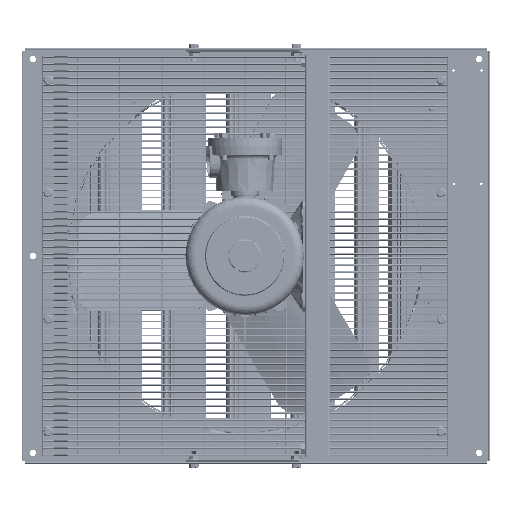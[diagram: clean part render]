
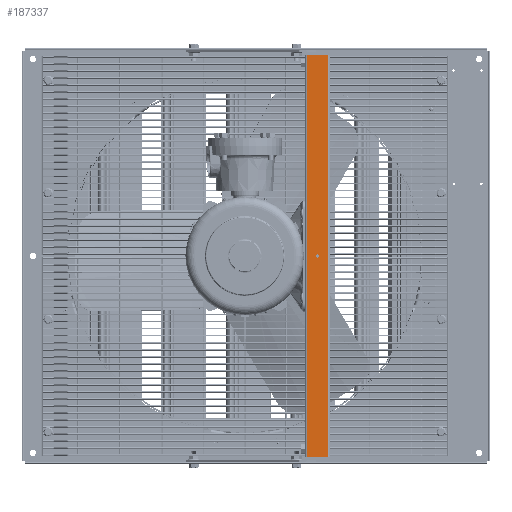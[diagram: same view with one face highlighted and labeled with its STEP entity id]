
A CAD part, left-side view. The second image highlights one B-rep face of the part: STEP entity #187337.
In plain terms, the highlighted planar face has unit normal (-1, 0, 0).
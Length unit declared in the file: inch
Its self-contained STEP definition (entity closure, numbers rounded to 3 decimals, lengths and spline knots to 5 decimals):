
#33 = FACE_BOUND ( 'NONE', #186132, .T. ) ;
#10738 = ORIENTED_EDGE ( 'NONE', *, *, #152579, .F. ) ;
#11965 = DIRECTION ( 'NONE',  ( 0., -1., 0. ) ) ;
#22335 = AXIS2_PLACEMENT_3D ( 'NONE', #84064, #322226, #53682 ) ;
#42330 = CARTESIAN_POINT ( 'NONE',  ( -3.98656, 1.09577, -11.73306 ) ) ;
#42790 = EDGE_CURVE ( 'NONE', #286895, #127857, #216036, .T. ) ;
#53682 = DIRECTION ( 'NONE',  ( 0., 0., 1. ) ) ;
#60131 = ORIENTED_EDGE ( 'NONE', *, *, #396177, .T. ) ;
#60241 = CARTESIAN_POINT ( 'NONE',  ( -3.98656, 0.34577, -0.00006 ) ) ;
#63407 = CARTESIAN_POINT ( 'NONE',  ( -3.98656, 0.94577, -11.73306 ) ) ;
#63951 = VECTOR ( 'NONE', #11965, 39.37008 ) ;
#78011 = EDGE_LOOP ( 'NONE', ( #200623, #10738, #385821, #60131 ) ) ;
#84064 = CARTESIAN_POINT ( 'NONE',  ( -3.98656, 0.34577, -0.00006 ) ) ;
#87134 = AXIS2_PLACEMENT_3D ( 'NONE', #60241, #386074, #183480 ) ;
#94376 = VECTOR ( 'NONE', #131227, 39.37008 ) ;
#94626 = PLANE ( 'NONE',  #318931 ) ;
#116980 = EDGE_CURVE ( 'NONE', #127857, #286895, #305778, .T. ) ;
#125815 = VERTEX_POINT ( 'NONE', #63407 ) ;
#127857 = VERTEX_POINT ( 'NONE', #375455 ) ;
#131227 = DIRECTION ( 'NONE',  ( 0., -1., 0. ) ) ;
#132370 = ORIENTED_EDGE ( 'NONE', *, *, #42790, .F. ) ;
#135014 = DIRECTION ( 'NONE',  ( 0., 0., -1. ) ) ;
#145909 = LINE ( 'NONE', #361747, #175476 ) ;
#148208 = EDGE_CURVE ( 'NONE', #230720, #260020, #318376, .T. ) ;
#152579 = EDGE_CURVE ( 'NONE', #260020, #187086, #145909, .T. ) ;
#175476 = VECTOR ( 'NONE', #301070, 39.37008 ) ;
#183480 = DIRECTION ( 'NONE',  ( 0., 0., 1. ) ) ;
#186132 = EDGE_LOOP ( 'NONE', ( #243668, #132370 ) ) ;
#187086 = VERTEX_POINT ( 'NONE', #347183 ) ;
#187337 = ADVANCED_FACE ( 'NONE', ( #33, #189465 ), #94626, .F. ) ;
#188443 = CARTESIAN_POINT ( 'NONE',  ( -3.98656, 0.34577, -0.09381 ) ) ;
#189465 = FACE_OUTER_BOUND ( 'NONE', #78011, .T. ) ;
#200623 = ORIENTED_EDGE ( 'NONE', *, *, #389761, .T. ) ;
#204424 = CARTESIAN_POINT ( 'NONE',  ( -3.98656, 0.94577, 11.73294 ) ) ;
#216036 = CIRCLE ( 'NONE', #87134, 0.09375 ) ;
#217847 = DIRECTION ( 'NONE',  ( 0., 0., -1. ) ) ;
#219797 = DIRECTION ( 'NONE',  ( 1., 0., 0. ) ) ;
#230720 = VERTEX_POINT ( 'NONE', #204424 ) ;
#243668 = ORIENTED_EDGE ( 'NONE', *, *, #116980, .F. ) ;
#260020 = VERTEX_POINT ( 'NONE', #318998 ) ;
#276703 = CARTESIAN_POINT ( 'NONE',  ( -3.98656, 1.09577, 11.73294 ) ) ;
#286895 = VERTEX_POINT ( 'NONE', #188443 ) ;
#301070 = DIRECTION ( 'NONE',  ( 0., 0., -1. ) ) ;
#305778 = CIRCLE ( 'NONE', #22335, 0.09375 ) ;
#318376 = LINE ( 'NONE', #276703, #63951 ) ;
#318931 = AXIS2_PLACEMENT_3D ( 'NONE', #344705, #219797, #217847 ) ;
#318998 = CARTESIAN_POINT ( 'NONE',  ( -3.98656, -0.25423, 11.73294 ) ) ;
#322226 = DIRECTION ( 'NONE',  ( -1., 0., 0. ) ) ;
#331699 = VECTOR ( 'NONE', #135014, 39.37008 ) ;
#344705 = CARTESIAN_POINT ( 'NONE',  ( -3.98656, 1.09577, 11.73294 ) ) ;
#347041 = LINE ( 'NONE', #42330, #94376 ) ;
#347183 = CARTESIAN_POINT ( 'NONE',  ( -3.98656, -0.25423, -11.73306 ) ) ;
#350789 = LINE ( 'NONE', #379222, #331699 ) ;
#361747 = CARTESIAN_POINT ( 'NONE',  ( -3.98656, -0.25423, 11.73294 ) ) ;
#375455 = CARTESIAN_POINT ( 'NONE',  ( -3.98656, 0.34577, 0.09369 ) ) ;
#379222 = CARTESIAN_POINT ( 'NONE',  ( -3.98656, 0.94577, 11.73294 ) ) ;
#385821 = ORIENTED_EDGE ( 'NONE', *, *, #148208, .F. ) ;
#386074 = DIRECTION ( 'NONE',  ( -1., 0., 0. ) ) ;
#389761 = EDGE_CURVE ( 'NONE', #125815, #187086, #347041, .T. ) ;
#396177 = EDGE_CURVE ( 'NONE', #230720, #125815, #350789, .T. ) ;
